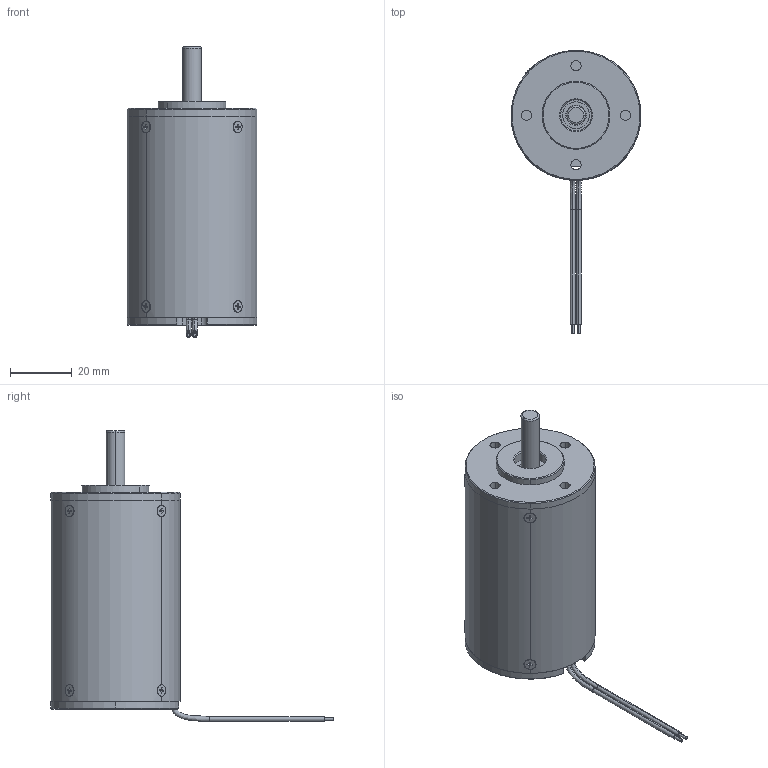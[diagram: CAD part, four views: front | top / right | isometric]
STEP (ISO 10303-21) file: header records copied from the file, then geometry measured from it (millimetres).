
FILE_DESCRIPTION (( 'STEP AP214' ), '1' );
FILE_NAME ('BD4270.STEP', '2025-12-04T00:52:04', ( 'Windows 蚚誧' ), ( 'Organization' ), 'SwSTEP 2.0', 'SolidWorks 2024', '' );
FILE_SCHEMA (( 'AUTOMOTIVE_DESIGN' ));
Length unit declared in the file: millimetre
Products named in the file (1): BD4270
Bounding box: 42 x 91.4 x 94 mm (x, y, z)
Volume: 29634.9 mm3; surface area: 30103.8 mm2
Topology: 15 solids, 15 shells, 740 faces, 1993 edges, 1282 vertices
Faces by surface type: cylinder 381, plane 231, cone 48, torus 44, bspline 36
Entity records: 65519 total; most frequent: CARTESIAN_POINT 47912, ORIENTED_EDGE 3962, DIRECTION 3107, EDGE_CURVE 1981, VERTEX_POINT 1282, AXIS2_PLACEMENT_3D 1072, VECTOR 963, LINE 963
